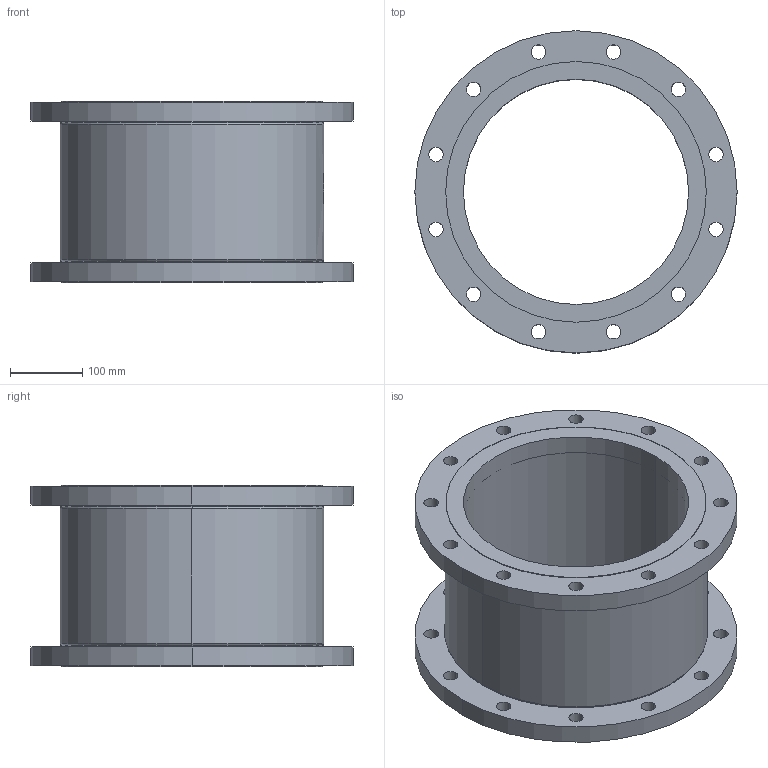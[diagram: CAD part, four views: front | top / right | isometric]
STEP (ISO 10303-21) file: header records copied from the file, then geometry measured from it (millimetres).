
FILE_DESCRIPTION (( 'STEP AP214' ), '1' );
FILE_NAME ('7150000_DN300_PN10_1197035.STEP', '2022-02-02T09:55:12', ( 'axxx' ), ( 'Hewlett-Packard Company' ), 'SwSTEP 2.0', 'SolidWorks 2019', '' );
FILE_SCHEMA (( 'AUTOMOTIVE_DESIGN' ));
Length unit declared in the file: millimetre
Products named in the file (1): 7150000_DN300_PN10_1197035
Bounding box: 445 x 445 x 250 mm (x, y, z)
Volume: 9389979.6 mm3; surface area: 933431.4 mm2
Topology: 1 solids, 1 shells, 539 faces, 1409 edges, 938 vertices
Faces by surface type: bspline 227, plane 225, cylinder 79, torus 8
Entity records: 29562 total; most frequent: CARTESIAN_POINT 17637, ORIENTED_EDGE 2818, DIRECTION 1737, EDGE_CURVE 1409, VERTEX_POINT 938, LINE 719, VECTOR 719, EDGE_LOOP 655
